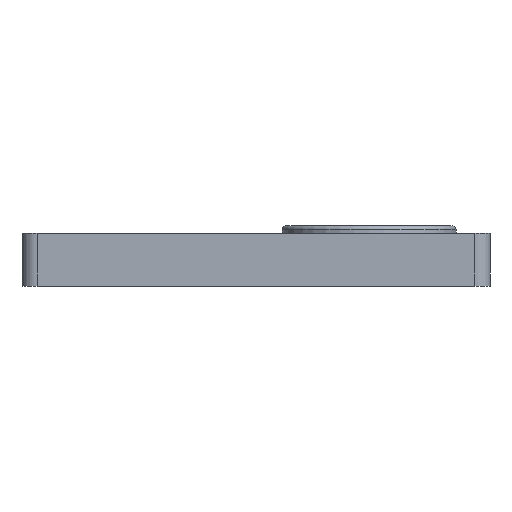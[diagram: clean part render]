
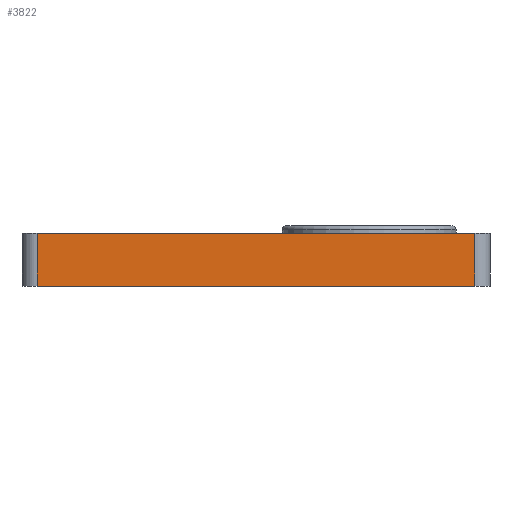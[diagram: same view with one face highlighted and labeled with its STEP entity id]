
A CAD part, front view. The second image highlights one B-rep face of the part: STEP entity #3822.
In plain terms, the highlighted planar face has unit normal (0, -1, 0).
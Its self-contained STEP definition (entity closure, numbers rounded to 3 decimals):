
#7 = EDGE_CURVE ( 'NONE', #5220, #1884, #10496, .T. ) ;
#43 = CARTESIAN_POINT ( 'NONE',  ( 14., -78., 7. ) ) ;
#120 = ORIENTED_EDGE ( 'NONE', *, *, #7728, .T. ) ;
#657 = DIRECTION ( 'NONE',  ( 1., 0., 0. ) ) ;
#775 = CARTESIAN_POINT ( 'NONE',  ( 14., -78., 7. ) ) ;
#911 = DIRECTION ( 'NONE',  ( 1., 0., 0. ) ) ;
#1331 = VECTOR ( 'NONE', #2700, 1000. ) ;
#1814 = CARTESIAN_POINT ( 'NONE',  ( -44., -78., 0. ) ) ;
#1822 = CARTESIAN_POINT ( 'NONE',  ( -44., -78., 7. ) ) ;
#1867 = LINE ( 'NONE', #1814, #4877 ) ;
#1884 = VERTEX_POINT ( 'NONE', #6939 ) ;
#2066 = VECTOR ( 'NONE', #911, 1000. ) ;
#2107 = LINE ( 'NONE', #9276, #11184 ) ;
#2700 = DIRECTION ( 'NONE',  ( 0., 0., 1. ) ) ;
#2822 = VERTEX_POINT ( 'NONE', #1822 ) ;
#3612 = DIRECTION ( 'NONE',  ( 0., 0., -1. ) ) ;
#3736 = AXIS2_PLACEMENT_3D ( 'NONE', #11043, #4818, #3933 ) ;
#3822 = ADVANCED_FACE ( 'NONE', ( #6042 ), #5811, .F. ) ;
#3933 = DIRECTION ( 'NONE',  ( 0., 0., 1. ) ) ;
#4039 = EDGE_CURVE ( 'NONE', #1884, #11330, #8381, .T. ) ;
#4818 = DIRECTION ( 'NONE',  ( 0., 1., 0. ) ) ;
#4839 = EDGE_LOOP ( 'NONE', ( #5014, #120, #7166, #6881 ) ) ;
#4877 = VECTOR ( 'NONE', #3612, 1000. ) ;
#5014 = ORIENTED_EDGE ( 'NONE', *, *, #9108, .F. ) ;
#5220 = VERTEX_POINT ( 'NONE', #7535 ) ;
#5811 = PLANE ( 'NONE',  #3736 ) ;
#6042 = FACE_OUTER_BOUND ( 'NONE', #4839, .T. ) ;
#6183 = CARTESIAN_POINT ( 'NONE',  ( 15., -78., 0. ) ) ;
#6881 = ORIENTED_EDGE ( 'NONE', *, *, #4039, .T. ) ;
#6939 = CARTESIAN_POINT ( 'NONE',  ( 14., -78., 0. ) ) ;
#7166 = ORIENTED_EDGE ( 'NONE', *, *, #7, .T. ) ;
#7535 = CARTESIAN_POINT ( 'NONE',  ( -44., -78., 0. ) ) ;
#7728 = EDGE_CURVE ( 'NONE', #2822, #5220, #1867, .T. ) ;
#8381 = LINE ( 'NONE', #43, #1331 ) ;
#9108 = EDGE_CURVE ( 'NONE', #2822, #11330, #2107, .T. ) ;
#9276 = CARTESIAN_POINT ( 'NONE',  ( 15., -78., 7. ) ) ;
#10496 = LINE ( 'NONE', #6183, #2066 ) ;
#11043 = CARTESIAN_POINT ( 'NONE',  ( 15., -78., 7. ) ) ;
#11184 = VECTOR ( 'NONE', #657, 1000. ) ;
#11330 = VERTEX_POINT ( 'NONE', #775 ) ;
